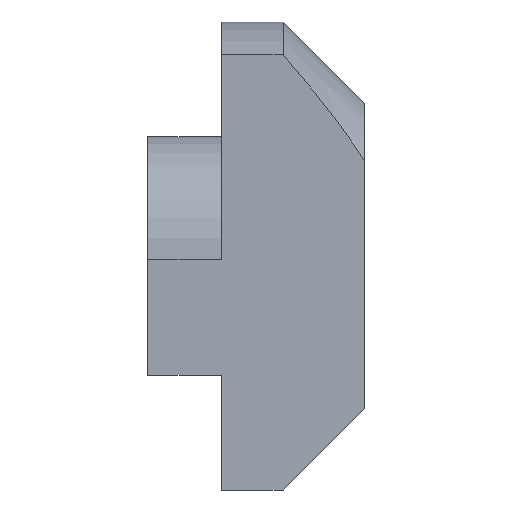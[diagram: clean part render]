
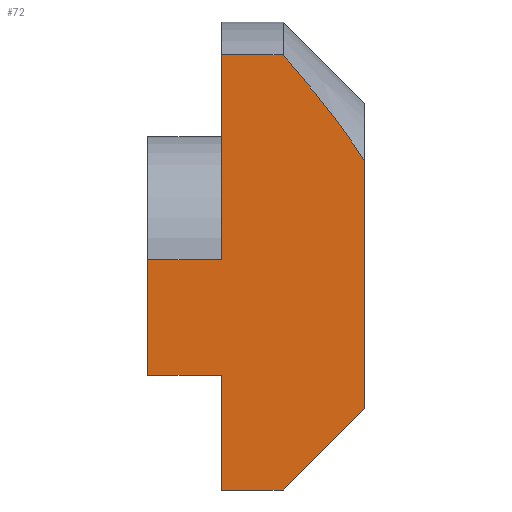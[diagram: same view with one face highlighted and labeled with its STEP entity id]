
A CAD part, left-side view. The second image highlights one B-rep face of the part: STEP entity #72.
In plain terms, the highlighted planar face has unit normal (-1, 0, 0).
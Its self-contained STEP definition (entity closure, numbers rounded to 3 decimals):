
#11 = ORIENTED_EDGE ( 'NONE', *, *, #175, .F. ) ;
#15 = DIRECTION ( 'NONE',  ( 0., -0.707, 0.707 ) ) ;
#34 = DIRECTION ( 'NONE',  ( 0., 0., 1. ) ) ;
#35 = VECTOR ( 'NONE', #176, 1000. ) ;
#53 = EDGE_CURVE ( 'NONE', #403, #671, #292, .T. ) ;
#72 = ADVANCED_FACE ( 'NONE', ( #269 ), #566, .T. ) ;
#73 = DIRECTION ( 'NONE',  ( 0., -1., 0. ) ) ;
#74 = LINE ( 'NONE', #517, #577 ) ;
#75 = ORIENTED_EDGE ( 'NONE', *, *, #222, .T. ) ;
#91 = CARTESIAN_POINT ( 'NONE',  ( -4.85, 3.3, 8.169 ) ) ;
#98 = VECTOR ( 'NONE', #73, 1000. ) ;
#104 = CARTESIAN_POINT ( 'NONE',  ( -4.85, 8.8, -0.15 ) ) ;
#106 = DIRECTION ( 'NONE',  ( 0., 0., 1. ) ) ;
#107 = CARTESIAN_POINT ( 'NONE',  ( -4.85, 1.807, 6.383 ) ) ;
#117 = EDGE_CURVE ( 'NONE', #409, #542, #491, .T. ) ;
#120 = VERTEX_POINT ( 'NONE', #158 ) ;
#133 = ORIENTED_EDGE ( 'NONE', *, *, #412, .F. ) ;
#146 = ORIENTED_EDGE ( 'NONE', *, *, #248, .T. ) ;
#147 = VECTOR ( 'NONE', #462, 1000. ) ;
#150 = EDGE_CURVE ( 'NONE', #196, #403, #199, .T. ) ;
#152 = CARTESIAN_POINT ( 'NONE',  ( -4.85, 3.126, 7.966 ) ) ;
#158 = CARTESIAN_POINT ( 'NONE',  ( -4.85, 8.8, -4.85 ) ) ;
#164 = VERTEX_POINT ( 'NONE', #104 ) ;
#175 = EDGE_CURVE ( 'NONE', #120, #164, #453, .T. ) ;
#176 = DIRECTION ( 'NONE',  ( 0., -1., 0. ) ) ;
#196 = VERTEX_POINT ( 'NONE', #632 ) ;
#199 = B_SPLINE_CURVE_WITH_KNOTS ( 'NONE', 3,
 ( #524, #428, #571, #107, #574, #518 ),
 .UNSPECIFIED., .F., .F.,
 ( 4, 2, 4 ),
 ( 0., 0.002, 0.005 ),
 .UNSPECIFIED. ) ;
#214 = DIRECTION ( 'NONE',  ( 0., 1., 0. ) ) ;
#221 = DIRECTION ( 'NONE',  ( 0., 0., -1. ) ) ;
#222 = EDGE_CURVE ( 'NONE', #542, #677, #582, .T. ) ;
#239 = VERTEX_POINT ( 'NONE', #329 ) ;
#241 = ORIENTED_EDGE ( 'NONE', *, *, #304, .T. ) ;
#245 = ORIENTED_EDGE ( 'NONE', *, *, #117, .T. ) ;
#248 = EDGE_CURVE ( 'NONE', #426, #239, #622, .T. ) ;
#260 = LINE ( 'NONE', #592, #35 ) ;
#269 = FACE_OUTER_BOUND ( 'NONE', #541, .T. ) ;
#284 = AXIS2_PLACEMENT_3D ( 'NONE', #456, #407, #563 ) ;
#285 = CARTESIAN_POINT ( 'NONE',  ( -4.85, 5.8, 8.169 ) ) ;
#292 = B_SPLINE_CURVE_WITH_KNOTS ( 'NONE', 3,
 ( #457, #296, #152, #91 ),
 .UNSPECIFIED., .F., .F.,
 ( 4, 4 ),
 ( 0., 1. ),
 .UNSPECIFIED. ) ;
#296 = CARTESIAN_POINT ( 'NONE',  ( -4.85, 2.959, 7.77 ) ) ;
#301 = ORIENTED_EDGE ( 'NONE', *, *, #314, .T. ) ;
#304 = EDGE_CURVE ( 'NONE', #677, #389, #326, .T. ) ;
#314 = EDGE_CURVE ( 'NONE', #120, #409, #260, .T. ) ;
#318 = VECTOR ( 'NONE', #106, 1000. ) ;
#326 = LINE ( 'NONE', #332, #633 ) ;
#329 = CARTESIAN_POINT ( 'NONE',  ( -4.85, 5.8, -0.15 ) ) ;
#332 = CARTESIAN_POINT ( 'NONE',  ( -4.85, 3.3, -9.5 ) ) ;
#345 = CARTESIAN_POINT ( 'NONE',  ( -4.85, 0., -0.15 ) ) ;
#373 = CARTESIAN_POINT ( 'NONE',  ( -4.85, 5.8, 7.578 ) ) ;
#377 = LINE ( 'NONE', #459, #599 ) ;
#378 = VECTOR ( 'NONE', #221, 1000. ) ;
#389 = VERTEX_POINT ( 'NONE', #604 ) ;
#390 = CARTESIAN_POINT ( 'NONE',  ( -4.85, 2.797, 7.578 ) ) ;
#391 = LINE ( 'NONE', #345, #98 ) ;
#403 = VERTEX_POINT ( 'NONE', #390 ) ;
#407 = DIRECTION ( 'NONE',  ( -1., 0., 0. ) ) ;
#409 = VERTEX_POINT ( 'NONE', #488 ) ;
#412 = EDGE_CURVE ( 'NONE', #164, #239, #391, .T. ) ;
#426 = VERTEX_POINT ( 'NONE', #285 ) ;
#427 = CARTESIAN_POINT ( 'NONE',  ( -4.85, 3.3, -9.5 ) ) ;
#428 = CARTESIAN_POINT ( 'NONE',  ( -4.85, 0.411, 4.523 ) ) ;
#435 = DIRECTION ( 'NONE',  ( 0., -1., 0. ) ) ;
#441 = VECTOR ( 'NONE', #435, 1000. ) ;
#451 = CARTESIAN_POINT ( 'NONE',  ( -4.85, 5.8, -9.5 ) ) ;
#453 = LINE ( 'NONE', #641, #318 ) ;
#456 = CARTESIAN_POINT ( 'NONE',  ( -4.85, 0., 7.578 ) ) ;
#457 = CARTESIAN_POINT ( 'NONE',  ( -4.85, 2.797, 7.578 ) ) ;
#459 = CARTESIAN_POINT ( 'NONE',  ( -4.85, 0., 0. ) ) ;
#462 = DIRECTION ( 'NONE',  ( 0., 0., -1. ) ) ;
#488 = CARTESIAN_POINT ( 'NONE',  ( -4.85, 5.8, -4.85 ) ) ;
#491 = LINE ( 'NONE', #373, #147 ) ;
#502 = ORIENTED_EDGE ( 'NONE', *, *, #552, .T. ) ;
#517 = CARTESIAN_POINT ( 'NONE',  ( -4.85, 0., 8.169 ) ) ;
#518 = CARTESIAN_POINT ( 'NONE',  ( -4.85, 2.797, 7.578 ) ) ;
#524 = CARTESIAN_POINT ( 'NONE',  ( -4.85, 0., 3.862 ) ) ;
#541 = EDGE_LOOP ( 'NONE', ( #301, #245, #75, #241, #502, #658, #609, #626, #146, #133, #11 ) ) ;
#542 = VERTEX_POINT ( 'NONE', #451 ) ;
#552 = EDGE_CURVE ( 'NONE', #389, #196, #377, .T. ) ;
#563 = DIRECTION ( 'NONE',  ( 0., 0., 1. ) ) ;
#566 = PLANE ( 'NONE',  #284 ) ;
#571 = CARTESIAN_POINT ( 'NONE',  ( -4.85, 0.865, 5.152 ) ) ;
#574 = CARTESIAN_POINT ( 'NONE',  ( -4.85, 2.297, 6.984 ) ) ;
#577 = VECTOR ( 'NONE', #214, 1000. ) ;
#582 = LINE ( 'NONE', #594, #441 ) ;
#584 = CARTESIAN_POINT ( 'NONE',  ( -4.85, 3.3, 8.169 ) ) ;
#592 = CARTESIAN_POINT ( 'NONE',  ( -4.85, 0., -4.85 ) ) ;
#594 = CARTESIAN_POINT ( 'NONE',  ( -4.85, 0., -9.5 ) ) ;
#599 = VECTOR ( 'NONE', #34, 1000. ) ;
#604 = CARTESIAN_POINT ( 'NONE',  ( -4.85, 0., -6.2 ) ) ;
#609 = ORIENTED_EDGE ( 'NONE', *, *, #53, .T. ) ;
#622 = LINE ( 'NONE', #648, #378 ) ;
#626 = ORIENTED_EDGE ( 'NONE', *, *, #673, .T. ) ;
#632 = CARTESIAN_POINT ( 'NONE',  ( -4.85, 0., 3.862 ) ) ;
#633 = VECTOR ( 'NONE', #15, 1000. ) ;
#641 = CARTESIAN_POINT ( 'NONE',  ( -4.85, 8.8, 0. ) ) ;
#648 = CARTESIAN_POINT ( 'NONE',  ( -4.85, 5.8, 7.578 ) ) ;
#658 = ORIENTED_EDGE ( 'NONE', *, *, #150, .T. ) ;
#671 = VERTEX_POINT ( 'NONE', #584 ) ;
#673 = EDGE_CURVE ( 'NONE', #671, #426, #74, .T. ) ;
#677 = VERTEX_POINT ( 'NONE', #427 ) ;
